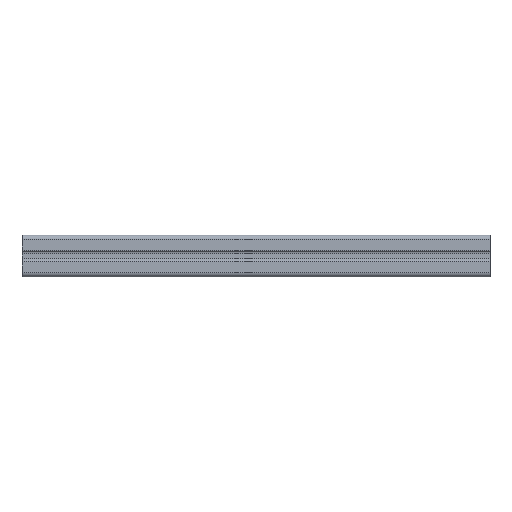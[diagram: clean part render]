
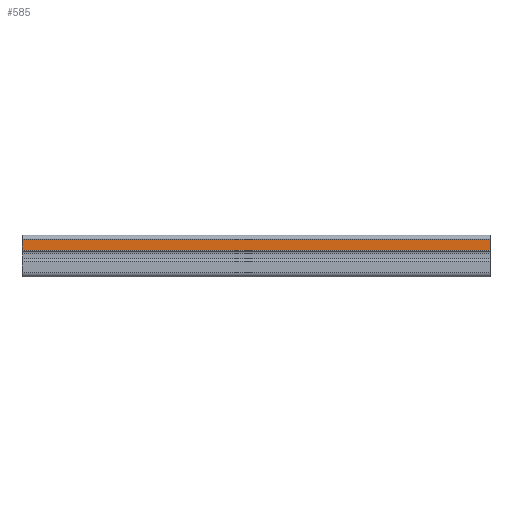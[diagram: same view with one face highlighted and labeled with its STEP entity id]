
A CAD part, left-side view. The second image highlights one B-rep face of the part: STEP entity #585.
In plain terms, the highlighted planar face has unit normal (-1, 0, 0).
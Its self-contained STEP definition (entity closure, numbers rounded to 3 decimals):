
#585=ADVANCED_FACE('',(#1234),#1235,.T.);
#1234=FACE_OUTER_BOUND('',#1944,.T.);
#1235=PLANE('',#1945);
#1944=EDGE_LOOP('',(#3691,#3692,#3693,#3694));
#1945=AXIS2_PLACEMENT_3D('',#3695,#3696,#3697);
#3691=ORIENTED_EDGE('',*,*,#5132,.T.);
#3692=ORIENTED_EDGE('',*,*,#5134,.T.);
#3693=ORIENTED_EDGE('',*,*,#5135,.F.);
#3694=ORIENTED_EDGE('',*,*,#4995,.T.);
#3695=CARTESIAN_POINT('',(-20.0,225.0,0.0));
#3696=DIRECTION('',(-1.0,0.0,0.0));
#3697=DIRECTION('',(0.0,0.0,-1.0));
#4995=EDGE_CURVE('',#6210,#6208,#6211,.T.);
#5132=EDGE_CURVE('',#6208,#6430,#6432,.T.);
#5134=EDGE_CURVE('',#6430,#6434,#6435,.T.);
#5135=EDGE_CURVE('',#6210,#6434,#6436,.T.);
#6208=VERTEX_POINT('',#7822);
#6210=VERTEX_POINT('',#7824);
#6211=LINE('',#7825,#7826);
#6430=VERTEX_POINT('',#8110);
#6432=LINE('',#8112,#8113);
#6434=VERTEX_POINT('',#8115);
#6435=LINE('',#8116,#8117);
#6436=LINE('',#8118,#8119);
#7822=CARTESIAN_POINT('',(-20.,225.0,5.5));
#7824=CARTESIAN_POINT('',(-20.0,225.0,16.0));
#7825=CARTESIAN_POINT('',(-20.0,225.0,16.0));
#7826=VECTOR('',#9272,1.0);
#8110=CARTESIAN_POINT('',(-20.,-225.0,5.5));
#8112=CARTESIAN_POINT('',(-20.0,225.0,5.5));
#8113=VECTOR('',#9473,1.0);
#8115=CARTESIAN_POINT('',(-20.0,-225.0,16.0));
#8116=CARTESIAN_POINT('',(-20.0,-225.0,16.0));
#8117=VECTOR('',#9474,1.0);
#8118=CARTESIAN_POINT('',(-20.0,225.0,16.0));
#8119=VECTOR('',#9475,1.0);
#9272=DIRECTION('',(0.0,0.0,-1.0));
#9473=DIRECTION('',(0.0,-1.0,0.0));
#9474=DIRECTION('',(0.0,0.0,1.0));
#9475=DIRECTION('',(0.0,-1.0,0.0));
